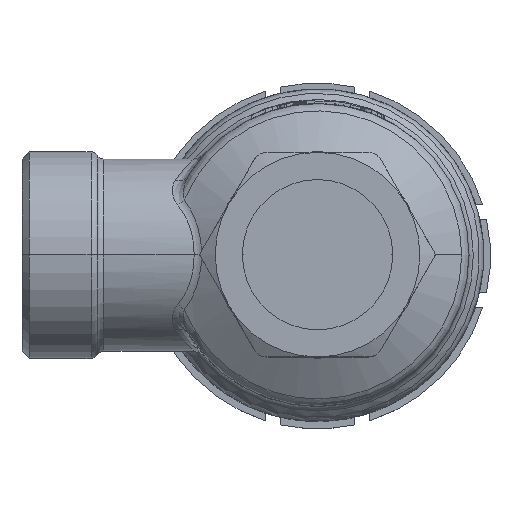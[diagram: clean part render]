
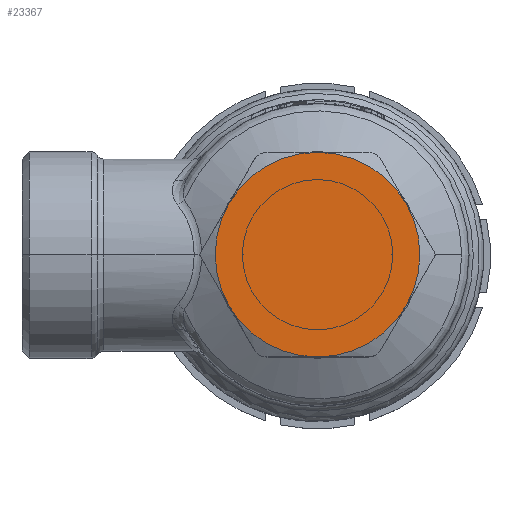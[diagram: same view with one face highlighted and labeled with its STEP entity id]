
A CAD part, top view. The second image highlights one B-rep face of the part: STEP entity #23367.
In plain terms, the highlighted planar face has unit normal (0, 0, 1).
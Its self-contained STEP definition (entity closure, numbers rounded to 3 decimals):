
#2656=CARTESIAN_POINT('',(-11.994,-6.925,33.));
#2698=CARTESIAN_POINT('',(0.,0.,33.));
#2699=DIRECTION('',(0.,0.,1.));
#2700=DIRECTION('',(-0.866,-0.5,0.));
#2701=AXIS2_PLACEMENT_3D('',#2698,#2699,#2700);
#2709=CARTESIAN_POINT('',(0.,-13.85,33.));
#2755=CARTESIAN_POINT('',(0.,0.,33.));
#2756=DIRECTION('',(0.,0.,1.));
#2757=DIRECTION('',(0.,-1.,0.));
#2758=AXIS2_PLACEMENT_3D('',#2755,#2756,#2757);
#2766=CARTESIAN_POINT('',(11.994,-6.925,33.));
#2820=CARTESIAN_POINT('',(0.,0.,33.));
#2821=DIRECTION('',(0.,0.,1.));
#2822=DIRECTION('',(0.866,-0.5,0.));
#2823=AXIS2_PLACEMENT_3D('',#2820,#2821,#2822);
#2836=CARTESIAN_POINT('',(11.994,6.925,33.));
#2878=CARTESIAN_POINT('',(0.,0.,33.));
#2879=DIRECTION('',(0.,0.,-1.));
#2880=DIRECTION('',(0.,1.,0.));
#2881=AXIS2_PLACEMENT_3D('',#2878,#2879,#2880);
#2889=CARTESIAN_POINT('',(0.,13.85,33.));
#2931=CARTESIAN_POINT('',(0.,0.,33.));
#2932=DIRECTION('',(0.,0.,-1.));
#2933=DIRECTION('',(-0.866,0.5,0.));
#2934=AXIS2_PLACEMENT_3D('',#2931,#2932,#2933);
#2942=CARTESIAN_POINT('',(-11.994,6.925,33.));
#2992=CARTESIAN_POINT('',(0.,0.,33.));
#2993=DIRECTION('',(0.,0.,1.));
#2994=DIRECTION('',(-0.866,0.5,0.));
#2995=AXIS2_PLACEMENT_3D('',#2992,#2993,#2994);
#15731=VERTEX_POINT('',#2766);
#15734=VERTEX_POINT('',#2709);
#15737=VERTEX_POINT('',#2656);
#15740=VERTEX_POINT('',#2942);
#15743=VERTEX_POINT('',#2889);
#15746=VERTEX_POINT('',#2836);
#23354=CARTESIAN_POINT('',(0.,0.,33.));
#23355=DIRECTION('',(0.,0.,-1.));
#23356=DIRECTION('',(1.,0.,0.));
#23357=AXIS2_PLACEMENT_3D('',#23354,#23355,#23356);
#23358=PLANE('',#23357);
#23359=ORIENTED_EDGE('',*,*,#21924,.F.);
#23360=ORIENTED_EDGE('',*,*,#21890,.T.);
#23361=ORIENTED_EDGE('',*,*,#21854,.T.);
#23362=ORIENTED_EDGE('',*,*,#21803,.F.);
#23363=ORIENTED_EDGE('',*,*,#21767,.F.);
#23364=ORIENTED_EDGE('',*,*,#21729,.F.);
#23365=EDGE_LOOP('',(#23359,#23360,#23361,#23362,#23363,#23364));
#23366=FACE_OUTER_BOUND('',#23365,.F.);
#2702=CIRCLE('',#2701,13.85);
#2759=CIRCLE('',#2758,13.85);
#2824=CIRCLE('',#2823,13.85);
#2882=CIRCLE('',#2881,13.85);
#2935=CIRCLE('',#2934,13.85);
#2996=CIRCLE('',#2995,13.85);
#21729=EDGE_CURVE('',#15737,#15734,#2702,.T.);
#21767=EDGE_CURVE('',#15734,#15731,#2759,.T.);
#21803=EDGE_CURVE('',#15731,#15746,#2824,.T.);
#21854=EDGE_CURVE('',#15743,#15746,#2882,.T.);
#21890=EDGE_CURVE('',#15740,#15743,#2935,.T.);
#21924=EDGE_CURVE('',#15740,#15737,#2996,.T.);
#23367=ADVANCED_FACE('',(#23366),#23358,.F.);
